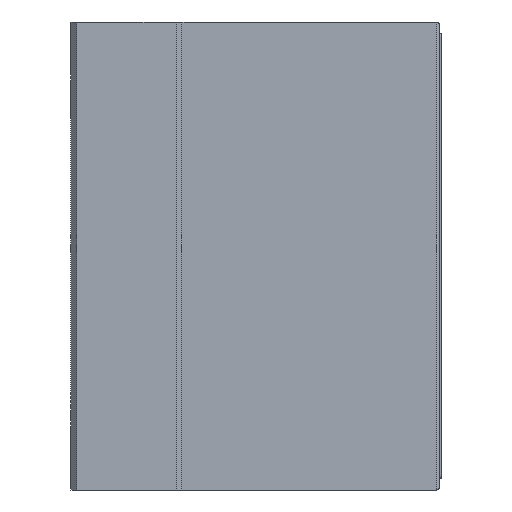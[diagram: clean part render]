
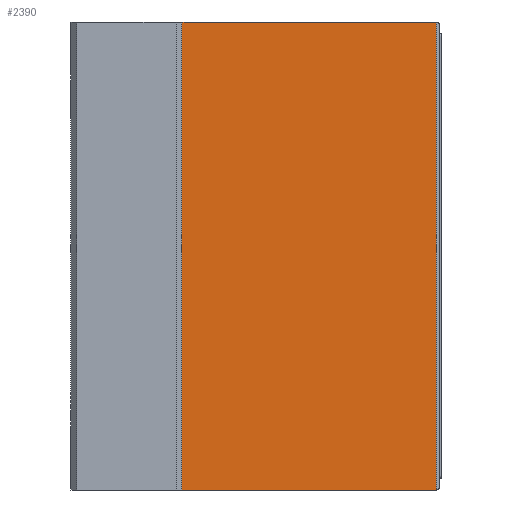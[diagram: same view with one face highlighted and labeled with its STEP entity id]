
A CAD part, left-side view. The second image highlights one B-rep face of the part: STEP entity #2390.
In plain terms, the highlighted planar face has unit normal (-1, 0, 0).
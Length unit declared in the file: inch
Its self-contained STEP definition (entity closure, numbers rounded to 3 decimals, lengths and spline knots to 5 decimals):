
#120 = VERTEX_POINT ( 'NONE', #4321 ) ;
#157 = CARTESIAN_POINT ( 'NONE',  ( -1.53543, 0.74803, 3.14961 ) ) ;
#605 = CARTESIAN_POINT ( 'NONE',  ( -1.53543, 0.70866, 3.14961 ) ) ;
#610 = PLANE ( 'NONE',  #4962 ) ;
#638 = CARTESIAN_POINT ( 'NONE',  ( -1.53543, 0.70866, 0. ) ) ;
#735 = VERTEX_POINT ( 'NONE', #1525 ) ;
#848 = ORIENTED_EDGE ( 'NONE', *, *, #909, .F. ) ;
#909 = EDGE_CURVE ( 'NONE', #735, #120, #1910, .T. ) ;
#1061 = VERTEX_POINT ( 'NONE', #605 ) ;
#1098 = CARTESIAN_POINT ( 'NONE',  ( -1.53543, 0.74803, 0. ) ) ;
#1525 = CARTESIAN_POINT ( 'NONE',  ( -1.53543, -1.00394, 0. ) ) ;
#1731 = DIRECTION ( 'NONE',  ( 0., 1., 0. ) ) ;
#1910 = LINE ( 'NONE', #1098, #3033 ) ;
#1938 = VERTEX_POINT ( 'NONE', #1950 ) ;
#1950 = CARTESIAN_POINT ( 'NONE',  ( -1.53543, -1.00394, 3.14961 ) ) ;
#2097 = FACE_OUTER_BOUND ( 'NONE', #2128, .T. ) ;
#2128 = EDGE_LOOP ( 'NONE', ( #4627, #3493, #848, #3741 ) ) ;
#2164 = CARTESIAN_POINT ( 'NONE',  ( -1.53543, -1.00394, 3.14961 ) ) ;
#2390 = ADVANCED_FACE ( 'NONE', ( #2097 ), #610, .T. ) ;
#2774 = VECTOR ( 'NONE', #4214, 39.37008 ) ;
#2818 = LINE ( 'NONE', #4091, #4130 ) ;
#3033 = VECTOR ( 'NONE', #5233, 39.37008 ) ;
#3160 = EDGE_CURVE ( 'NONE', #735, #1938, #4252, .T. ) ;
#3379 = DIRECTION ( 'NONE',  ( 0., -1., 0. ) ) ;
#3381 = LINE ( 'NONE', #638, #2774 ) ;
#3493 = ORIENTED_EDGE ( 'NONE', *, *, #3524, .T. ) ;
#3524 = EDGE_CURVE ( 'NONE', #1061, #120, #3381, .T. ) ;
#3741 = ORIENTED_EDGE ( 'NONE', *, *, #3160, .T. ) ;
#3792 = DIRECTION ( 'NONE',  ( 0., 0., 1. ) ) ;
#3813 = DIRECTION ( 'NONE',  ( -1., 0., 0. ) ) ;
#4063 = VECTOR ( 'NONE', #3792, 39.37008 ) ;
#4091 = CARTESIAN_POINT ( 'NONE',  ( -1.53543, 0.74803, 3.14961 ) ) ;
#4130 = VECTOR ( 'NONE', #1731, 39.37008 ) ;
#4214 = DIRECTION ( 'NONE',  ( 0., 0., -1. ) ) ;
#4252 = LINE ( 'NONE', #2164, #4063 ) ;
#4321 = CARTESIAN_POINT ( 'NONE',  ( -1.53543, 0.70866, 0. ) ) ;
#4627 = ORIENTED_EDGE ( 'NONE', *, *, #5118, .T. ) ;
#4962 = AXIS2_PLACEMENT_3D ( 'NONE', #157, #3813, #3379 ) ;
#5118 = EDGE_CURVE ( 'NONE', #1938, #1061, #2818, .T. ) ;
#5233 = DIRECTION ( 'NONE',  ( 0., 1., 0. ) ) ;
